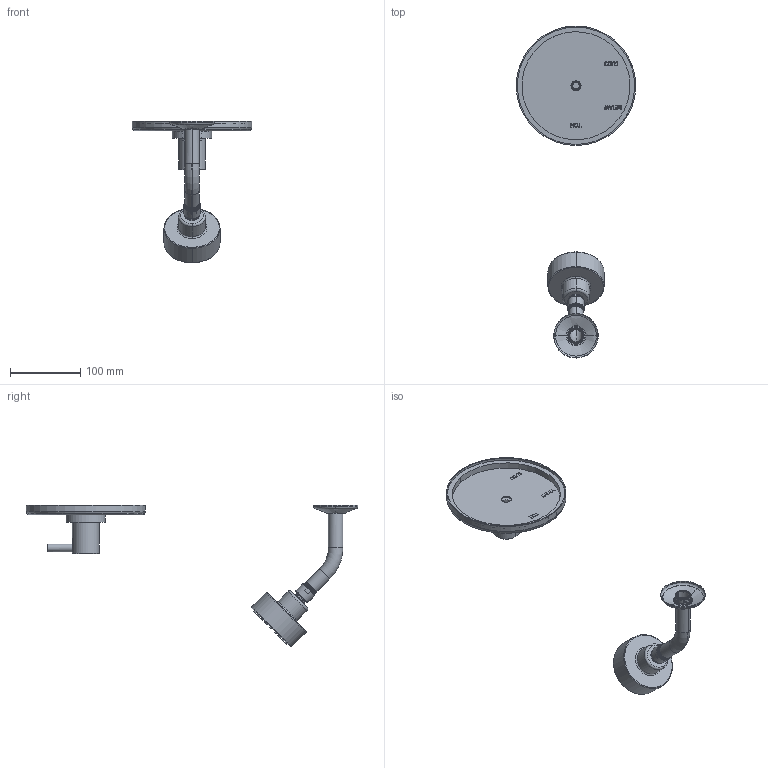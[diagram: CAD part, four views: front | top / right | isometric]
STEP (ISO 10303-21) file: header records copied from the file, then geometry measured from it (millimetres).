
FILE_DESCRIPTION((''),'2;1');
FILE_NAME('3-8204BP_ASM','2015-07-22T',('rsmith'),(''),'PRO/ENGINEER BY PARAMETRIC TECHNOLOGY CORPORATION, 2013150','PRO/ENGINEER BY PARAMETRIC TECHNOLOGY CORPORATION, 2013150','');
FILE_SCHEMA(('CONFIG_CONTROL_DESIGN'));
Length unit declared in the file: inch
Products named in the file (19): NCIP-025_AF0; CTWR_1; 2-965_AF0_ASM; NCIP-024-2_1; CTWP0232_1; CTHZ0348_1; CTCP0072_1; 50X1X8_1; CTST0117_1; 3-493_ASM; 12308_AF0; 12309_AF0; ATBE0152_1; PRT0077_1; ATBE0152_ASM_1_ASM; ATBQ0324; CTWR0176; 3-507_ASM; 3-8204BP_ASM
Assembly tree (18 placements, depth 4):
  3-8204BP_ASM
    2-965_AF0_ASM
      NCIP-025_AF0
      CTWR_1
    3-493_ASM
      NCIP-024-2_1
      CTWP0232_1
      CTHZ0348_1
      CTCP0072_1
      50X1X8_1
      CTST0117_1
    12308_AF0
    12309_AF0
    3-507_ASM
      ATBE0152_ASM_1_ASM
        ATBE0152_1
        PRT0077_1
      ATBQ0324
      CTWR0176
Bounding box: 170 x 472.35 x 201.73 mm (x, y, z)
Volume: 301356.7 mm3; surface area: 189420.7 mm2
Topology: 14 solids, 20 shells, 1368 faces, 3874 edges, 2658 vertices
Faces by surface type: plane 629, cylinder 411, cone 176, torus 74, bspline 38, extrusion 26, sphere 14
Entity records: 52285 total; most frequent: CARTESIAN_POINT 15891, DIRECTION 7536, ORIENTED_EDGE 7469, EDGE_CURVE 3858, AXIS2_PLACEMENT_3D 2739, VERTEX_POINT 2658, VECTOR 2058, LINE 2032
